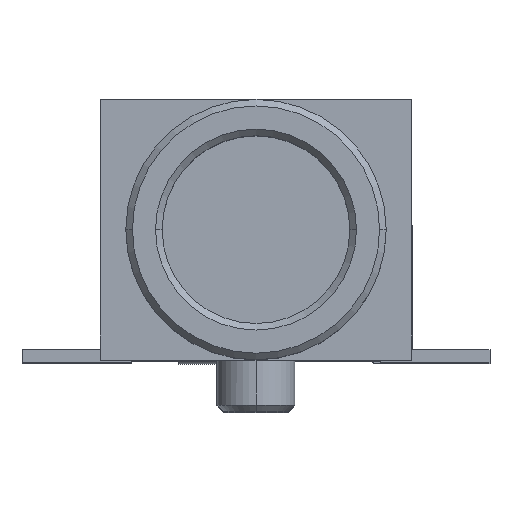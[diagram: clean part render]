
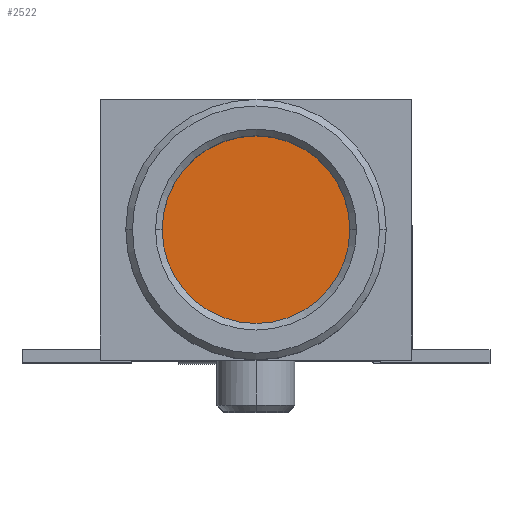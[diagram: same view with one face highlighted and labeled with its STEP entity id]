
A CAD part, top view. The second image highlights one B-rep face of the part: STEP entity #2522.
In plain terms, the highlighted planar face has unit normal (0, 0, 1).
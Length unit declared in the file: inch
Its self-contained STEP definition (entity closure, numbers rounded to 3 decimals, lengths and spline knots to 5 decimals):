
#110 = VERTEX_POINT ( 'NONE', #1133 ) ;
#112 = EDGE_CURVE ( 'NONE', #113, #110, #1132, .T. ) ;
#113 = VERTEX_POINT ( 'NONE', #1127 ) ;
#1127 = CARTESIAN_POINT ( 'NONE',  ( -0.071, 0., 0. ) ) ;
#1128 = DIRECTION ( 'NONE',  ( 1., 0., 0. ) ) ;
#1129 = DIRECTION ( 'NONE',  ( 0., 0., 1. ) ) ;
#1130 = CARTESIAN_POINT ( 'NONE',  ( 0., 0., 0. ) ) ;
#1131 = AXIS2_PLACEMENT_3D ( 'NONE', #1130, #1129, #1128 ) ;
#1132 = CIRCLE ( 'NONE', #1131, 0.071 ) ;
#1133 = CARTESIAN_POINT ( 'NONE',  ( 0.071, 0., 0. ) ) ;
#2445 = DIRECTION ( 'NONE',  ( 1., 0., 0. ) ) ;
#2446 = DIRECTION ( 'NONE',  ( 0., 0., 1. ) ) ;
#2447 = CARTESIAN_POINT ( 'NONE',  ( 0., 0., 0. ) ) ;
#2448 = AXIS2_PLACEMENT_3D ( 'NONE', #2447, #2446, #2445 ) ;
#2449 = DIRECTION ( 'NONE',  ( 1., 0., 0. ) ) ;
#2450 = DIRECTION ( 'NONE',  ( 0., 0., 1. ) ) ;
#2451 = AXIS2_PLACEMENT_3D ( 'NONE', #2453, #2450, #2449 ) ;
#2452 = CIRCLE ( 'NONE', #2448, 0.071 ) ;
#2453 = CARTESIAN_POINT ( 'NONE',  ( -0.118, -0.0985, 0. ) ) ;
#2454 = PLANE ( 'NONE',  #2451 ) ;
#2458 = FACE_OUTER_BOUND ( 'NONE', #2520, .T. ) ;
#2519 = ORIENTED_EDGE ( 'NONE', *, *, #2525, .T. ) ;
#2520 = EDGE_LOOP ( 'NONE', ( #2521, #2519 ) ) ;
#2521 = ORIENTED_EDGE ( 'NONE', *, *, #112, .T. ) ;
#2522 = ADVANCED_FACE ( 'NONE', ( #2458 ), #2454, .T. ) ;
#2525 = EDGE_CURVE ( 'NONE', #110, #113, #2452, .T. ) ;
